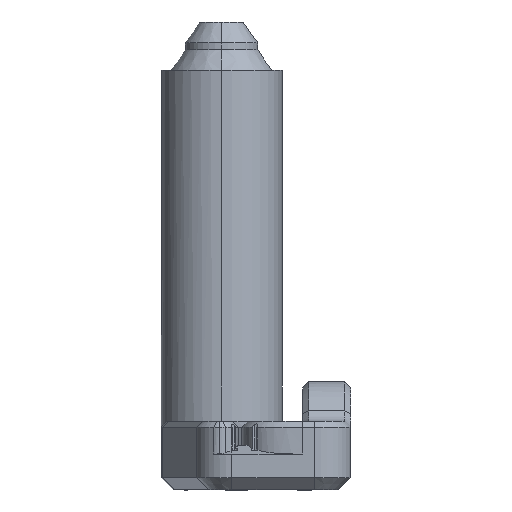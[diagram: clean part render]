
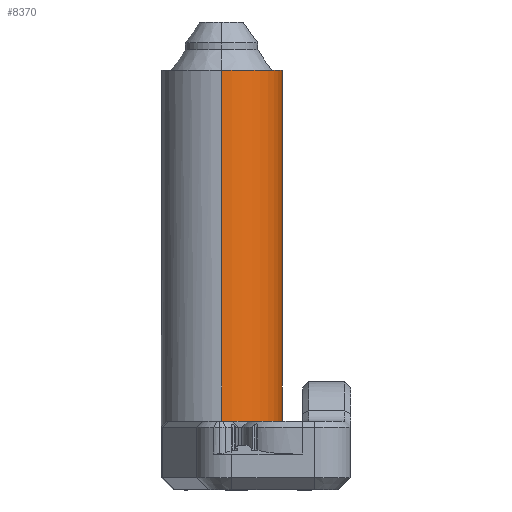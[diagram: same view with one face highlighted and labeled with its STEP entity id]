
A CAD part, left-side view. The second image highlights one B-rep face of the part: STEP entity #8370.
In plain terms, the highlighted cylindrical face has radius 5 mm (diameter 10 mm), a partial arc.
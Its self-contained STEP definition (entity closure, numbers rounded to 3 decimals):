
#275 = EDGE_CURVE ( 'NONE', #3858, #5002, #8076, .T. ) ;
#504 = LINE ( 'NONE', #1915, #1692 ) ;
#703 = DIRECTION ( 'NONE',  ( 0., 0., 1. ) ) ;
#1087 = ORIENTED_EDGE ( 'NONE', *, *, #3636, .T. ) ;
#1692 = VECTOR ( 'NONE', #2093, 1000. ) ;
#1915 = CARTESIAN_POINT ( 'NONE',  ( -43., 10.7, -74.947 ) ) ;
#2000 = ORIENTED_EDGE ( 'NONE', *, *, #275, .F. ) ;
#2093 = DIRECTION ( 'NONE',  ( 0., 0., 1. ) ) ;
#2277 = VERTEX_POINT ( 'NONE', #8583 ) ;
#2364 = DIRECTION ( 'NONE',  ( 1., 0., 0. ) ) ;
#2663 = EDGE_LOOP ( 'NONE', ( #7205, #5170, #1087, #2000 ) ) ;
#2767 = CARTESIAN_POINT ( 'NONE',  ( -43., 10.7, -29. ) ) ;
#2788 = FACE_OUTER_BOUND ( 'NONE', #2663, .T. ) ;
#3152 = DIRECTION ( 'NONE',  ( 0., 0., 1. ) ) ;
#3192 = CARTESIAN_POINT ( 'NONE',  ( -53., 10.7, -74.947 ) ) ;
#3529 = DIRECTION ( 'NONE',  ( 0., 0., 1. ) ) ;
#3636 = EDGE_CURVE ( 'NONE', #5324, #5002, #504, .T. ) ;
#3658 = CARTESIAN_POINT ( 'NONE',  ( -53., 10.7, 0. ) ) ;
#3858 = VERTEX_POINT ( 'NONE', #3658 ) ;
#3878 = DIRECTION ( 'NONE',  ( 0., 0., 1. ) ) ;
#4100 = DIRECTION ( 'NONE',  ( -1., 0., 0. ) ) ;
#4143 = EDGE_CURVE ( 'NONE', #2277, #5324, #5858, .T. ) ;
#5002 = VERTEX_POINT ( 'NONE', #6829 ) ;
#5170 = ORIENTED_EDGE ( 'NONE', *, *, #4143, .T. ) ;
#5324 = VERTEX_POINT ( 'NONE', #2767 ) ;
#5631 = CYLINDRICAL_SURFACE ( 'NONE', #7234, 5. ) ;
#5811 = EDGE_CURVE ( 'NONE', #2277, #3858, #5992, .T. ) ;
#5858 = CIRCLE ( 'NONE', #8979, 5. ) ;
#5992 = LINE ( 'NONE', #3192, #7224 ) ;
#6584 = AXIS2_PLACEMENT_3D ( 'NONE', #8661, #3152, #8019 ) ;
#6829 = CARTESIAN_POINT ( 'NONE',  ( -43., 10.7, 0. ) ) ;
#7031 = CARTESIAN_POINT ( 'NONE',  ( -48., 10.7, -29. ) ) ;
#7073 = CARTESIAN_POINT ( 'NONE',  ( -48., 10.7, -74.947 ) ) ;
#7205 = ORIENTED_EDGE ( 'NONE', *, *, #5811, .F. ) ;
#7224 = VECTOR ( 'NONE', #3878, 1000. ) ;
#7234 = AXIS2_PLACEMENT_3D ( 'NONE', #7073, #703, #2364 ) ;
#8019 = DIRECTION ( 'NONE',  ( 1., 0., 0. ) ) ;
#8076 = CIRCLE ( 'NONE', #6584, 5. ) ;
#8370 = ADVANCED_FACE ( 'NONE', ( #2788 ), #5631, .T. ) ;
#8583 = CARTESIAN_POINT ( 'NONE',  ( -53., 10.7, -29. ) ) ;
#8661 = CARTESIAN_POINT ( 'NONE',  ( -48., 10.7, 0. ) ) ;
#8979 = AXIS2_PLACEMENT_3D ( 'NONE', #7031, #3529, #4100 ) ;
